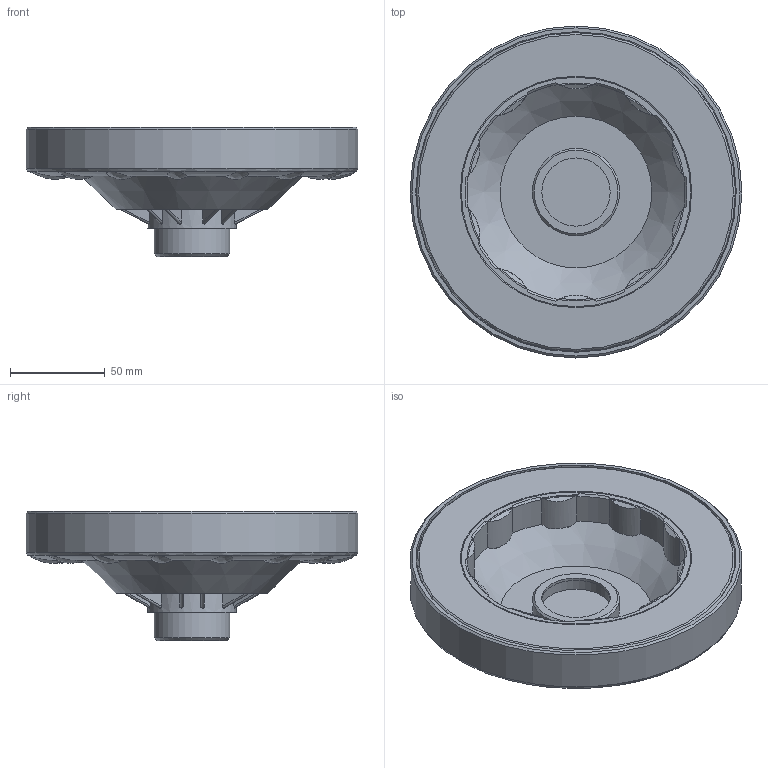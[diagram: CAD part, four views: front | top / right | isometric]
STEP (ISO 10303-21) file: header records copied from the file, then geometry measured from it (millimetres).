
FILE_DESCRIPTION( ( 'Unknown' ), '1' );
FILE_NAME( '6368020_PDA175.stp', 'Unknown', ( 'Unknown' ), ( 'Unknown' ), 'PSStep 11.0', 'Unknown', ' ' );
FILE_SCHEMA( ( 'AUTOMOTIVE_DESIGN { 1 0 10303 214 1 1 1 1 }' ) );
Length unit declared in the file: millimetre
Products named in the file (1): 1831160
Bounding box: 175 x 175 x 68.33 mm (x, y, z)
Volume: 401499.1 mm3; surface area: 124114.3 mm2
Topology: 1 solids, 2 shells, 404 faces, 1284 edges, 853 vertices
Faces by surface type: plane 243, cylinder 99, cone 28, torus 19, bspline 15
Full cylindrical faces by diameter (mm): 6 x1, 36 x1, 37 x1, 40 x1, 46 x1, 46.8 x1, 121 x1, 168 x1, 169 x1, 175 x1
Entity records: 19742 total; most frequent: CARTESIAN_POINT 5473, ORIENTED_EDGE 2508, DIRECTION 2156, EDGE_CURVE 1254, VERTEX_POINT 844, AXIS2_PLACEMENT_3D 818, LINE 520, VECTOR 520
